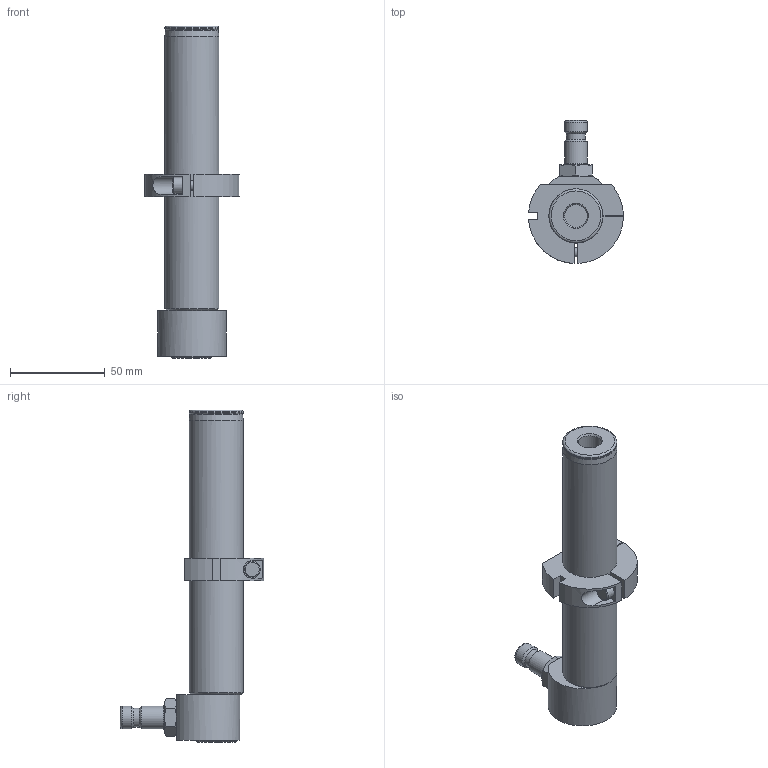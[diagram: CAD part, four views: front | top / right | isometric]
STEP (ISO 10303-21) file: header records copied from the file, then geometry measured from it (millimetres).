
FILE_DESCRIPTION(/* description */ (''),/* implementation_level */ '2;1');
FILE_NAME(/* name */ 'W5190013_stp.stp',/* time_stamp */ '2013-09-16T14:26:38+02:00',/* author */ (''),/* organization */ (''),/* preprocessor_version */ 'ST-DEVELOPER v11',/* originating_system */ 'SIEMENS PLM Software NX 7.5',/* authorisation */ '');
FILE_SCHEMA (('AUTOMOTIVE_DESIGN { 1 0 10303 214 1 1 1 1 }'));
Length unit declared in the file: millimetre
Products named in the file (1): polz9EF27e3d
Bounding box: 49.92 x 75.48 x 174.9 mm (x, y, z)
Volume: 132074.5 mm3; surface area: 26386.8 mm2
Topology: 2 solids, 2 shells, 74 faces, 168 edges, 104 vertices
Faces by surface type: plane 35, cone 19, cylinder 15, torus 5
Full cylindrical faces by diameter (mm): 5 x1, 8.5 x1, 10 x1, 12 x3, 21 x1, 28.5 x2
Entity records: 1983 total; most frequent: CARTESIAN_POINT 395, DIRECTION 329, ORIENTED_EDGE 282, EDGE_CURVE 141, AXIS2_PLACEMENT_3D 138, EDGE_LOOP 103, VERTEX_POINT 98, ADVANCED_FACE 74
